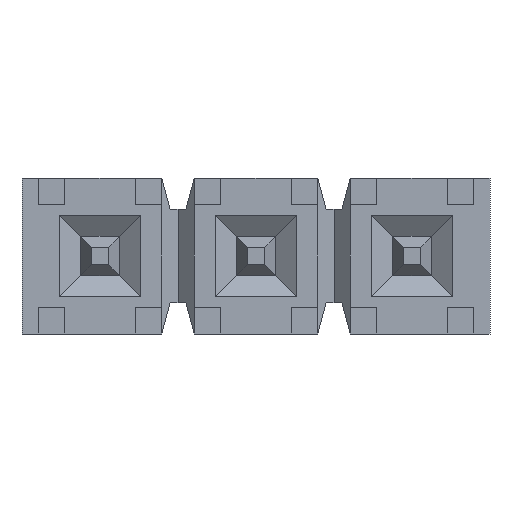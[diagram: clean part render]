
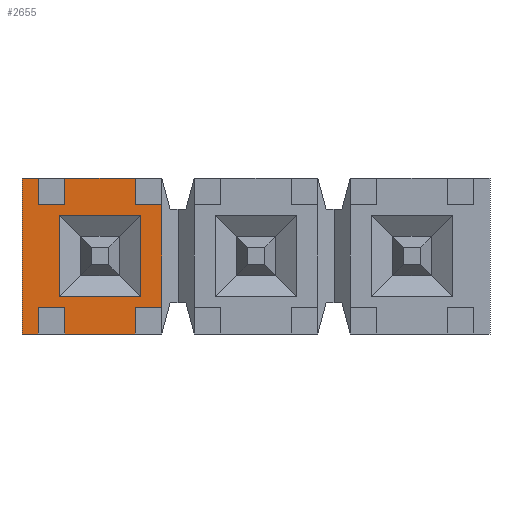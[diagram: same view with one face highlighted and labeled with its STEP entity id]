
A CAD part, front view. The second image highlights one B-rep face of the part: STEP entity #2655.
In plain terms, the highlighted planar face has unit normal (0, -1, 0).
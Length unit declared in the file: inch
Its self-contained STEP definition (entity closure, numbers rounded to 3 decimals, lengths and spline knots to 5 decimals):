
#158=VERTEX_POINT('',#3526);
#161=VERTEX_POINT('',#3531);
#163=VERTEX_POINT('',#3537);
#164=VERTEX_POINT('',#3541);
#218=VERTEX_POINT('',#3678);
#219=VERTEX_POINT('',#3679);
#220=VERTEX_POINT('',#3681);
#221=VERTEX_POINT('',#3683);
#222=VERTEX_POINT('',#3685);
#223=VERTEX_POINT('',#3687);
#224=VERTEX_POINT('',#3689);
#225=VERTEX_POINT('',#3691);
#226=VERTEX_POINT('',#3693);
#227=VERTEX_POINT('',#3695);
#228=VERTEX_POINT('',#3697);
#229=VERTEX_POINT('',#3699);
#230=VERTEX_POINT('',#3701);
#231=VERTEX_POINT('',#3703);
#232=VERTEX_POINT('',#3705);
#233=VERTEX_POINT('',#3707);
#395=VECTOR('',#2975,1.);
#398=VECTOR('',#2979,1.);
#401=VECTOR('',#2983,1.);
#465=VECTOR('',#3063,1.);
#466=VECTOR('',#3064,1.);
#467=VECTOR('',#3065,1.);
#468=VECTOR('',#3066,1.);
#469=VECTOR('',#3067,1.);
#470=VECTOR('',#3068,1.);
#471=VECTOR('',#3069,1.);
#472=VECTOR('',#3070,1.);
#473=VECTOR('',#3071,1.);
#474=VECTOR('',#3072,1.);
#475=VECTOR('',#3073,1.);
#476=VECTOR('',#3074,1.);
#477=VECTOR('',#3075,1.);
#478=VECTOR('',#3076,1.);
#479=VECTOR('',#3077,1.);
#480=VECTOR('',#3078,1.);
#481=VECTOR('',#3079,1.);
#779=LINE('',#3532,#395);
#782=LINE('',#3538,#398);
#785=LINE('',#3544,#401);
#849=LINE('',#3676,#465);
#850=LINE('',#3677,#466);
#851=LINE('',#3680,#467);
#852=LINE('',#3682,#468);
#853=LINE('',#3684,#469);
#854=LINE('',#3686,#470);
#855=LINE('',#3688,#471);
#856=LINE('',#3690,#472);
#857=LINE('',#3692,#473);
#858=LINE('',#3694,#474);
#859=LINE('',#3696,#475);
#860=LINE('',#3698,#476);
#861=LINE('',#3700,#477);
#862=LINE('',#3702,#478);
#863=LINE('',#3704,#479);
#864=LINE('',#3706,#480);
#865=LINE('',#3708,#481);
#1163=EDGE_CURVE('',#158,#161,#779,.T.);
#1166=EDGE_CURVE('',#161,#163,#782,.T.);
#1169=EDGE_CURVE('',#164,#158,#785,.T.);
#1233=EDGE_CURVE('',#163,#164,#849,.T.);
#1234=EDGE_CURVE('',#218,#219,#850,.T.);
#1235=EDGE_CURVE('',#219,#220,#851,.T.);
#1236=EDGE_CURVE('',#221,#220,#852,.T.);
#1237=EDGE_CURVE('',#222,#221,#853,.T.);
#1238=EDGE_CURVE('',#223,#222,#854,.T.);
#1239=EDGE_CURVE('',#223,#224,#855,.T.);
#1240=EDGE_CURVE('',#225,#224,#856,.T.);
#1241=EDGE_CURVE('',#226,#225,#857,.T.);
#1242=EDGE_CURVE('',#227,#226,#858,.T.);
#1243=EDGE_CURVE('',#227,#228,#859,.T.);
#1244=EDGE_CURVE('',#228,#229,#860,.T.);
#1245=EDGE_CURVE('',#230,#229,#861,.T.);
#1246=EDGE_CURVE('',#230,#231,#862,.T.);
#1247=EDGE_CURVE('',#231,#232,#863,.T.);
#1248=EDGE_CURVE('',#232,#233,#864,.T.);
#1249=EDGE_CURVE('',#218,#233,#865,.T.);
#1638=ORIENTED_EDGE('',*,*,#1169,.T.);
#1639=ORIENTED_EDGE('',*,*,#1163,.T.);
#1640=ORIENTED_EDGE('',*,*,#1166,.T.);
#1641=ORIENTED_EDGE('',*,*,#1233,.T.);
#1642=ORIENTED_EDGE('',*,*,#1234,.T.);
#1643=ORIENTED_EDGE('',*,*,#1235,.T.);
#1644=ORIENTED_EDGE('',*,*,#1236,.F.);
#1645=ORIENTED_EDGE('',*,*,#1237,.F.);
#1646=ORIENTED_EDGE('',*,*,#1238,.F.);
#1647=ORIENTED_EDGE('',*,*,#1239,.T.);
#1648=ORIENTED_EDGE('',*,*,#1240,.F.);
#1649=ORIENTED_EDGE('',*,*,#1241,.F.);
#1650=ORIENTED_EDGE('',*,*,#1242,.F.);
#1651=ORIENTED_EDGE('',*,*,#1243,.T.);
#1652=ORIENTED_EDGE('',*,*,#1244,.T.);
#1653=ORIENTED_EDGE('',*,*,#1245,.F.);
#1654=ORIENTED_EDGE('',*,*,#1246,.T.);
#1655=ORIENTED_EDGE('',*,*,#1247,.T.);
#1656=ORIENTED_EDGE('',*,*,#1248,.T.);
#1657=ORIENTED_EDGE('',*,*,#1249,.F.);
#2326=EDGE_LOOP('',(#1638,#1639,#1640,#1641));
#2327=EDGE_LOOP('',(#1642,#1643,#1644,#1645,#1646,#1647,#1648,#1649,#1650,
#1651,#1652,#1653,#1654,#1655,#1656,#1657));
#2492=FACE_BOUND('',#2326,.T.);
#2493=FACE_BOUND('',#2327,.T.);
#2655=ADVANCED_FACE('',(#2492,#2493),#2815,.F.);
#2815=PLANE('',#4301);
#2975=DIRECTION('',(0.,0.,1.));
#2979=DIRECTION('',(1.,0.,0.));
#2983=DIRECTION('',(-1.,0.,0.));
#3062=DIRECTION('',(0.,1.,0.));
#3063=DIRECTION('',(0.,0.,-1.));
#3064=DIRECTION('',(1.,0.,0.));
#3065=DIRECTION('',(0.,0.,1.));
#3066=DIRECTION('',(1.,0.,0.));
#3067=DIRECTION('',(0.,0.,-1.));
#3068=DIRECTION('',(1.,0.,0.));
#3069=DIRECTION('',(0.,0.,-1.));
#3070=DIRECTION('',(1.,0.,0.));
#3071=DIRECTION('',(0.,0.,-1.));
#3072=DIRECTION('',(1.,0.,0.));
#3073=DIRECTION('',(0.,0.,-1.));
#3074=DIRECTION('',(1.,0.,0.));
#3075=DIRECTION('',(0.,0.,-1.));
#3076=DIRECTION('',(1.,0.,0.));
#3077=DIRECTION('',(0.,0.,-1.));
#3078=DIRECTION('',(1.,0.,0.));
#3079=DIRECTION('',(0.,0.,-1.));
#3526=CARTESIAN_POINT('',(-0.176,0.02,-0.026));
#3531=CARTESIAN_POINT('',(-0.176,0.02,0.026));
#3532=CARTESIAN_POINT('',(-0.176,0.02,0.05));
#3537=CARTESIAN_POINT('',(-0.124,0.02,0.026));
#3538=CARTESIAN_POINT('',(-0.1104,0.02,0.026));
#3541=CARTESIAN_POINT('',(-0.124,0.02,-0.026));
#3544=CARTESIAN_POINT('',(-0.1104,0.02,-0.026));
#3675=CARTESIAN_POINT('',(0.0896,0.02,0.05));
#3676=CARTESIAN_POINT('',(-0.124,0.02,0.05));
#3677=CARTESIAN_POINT('',(-0.1,0.02,-0.033));
#3678=CARTESIAN_POINT('',(-0.1274,0.02,-0.033));
#3679=CARTESIAN_POINT('',(-0.1104,0.02,-0.033));
#3680=CARTESIAN_POINT('',(-0.1104,0.02,-0.05));
#3681=CARTESIAN_POINT('',(-0.1104,0.02,0.033));
#3682=CARTESIAN_POINT('',(-0.1,0.02,0.033));
#3683=CARTESIAN_POINT('',(-0.1274,0.02,0.033));
#3684=CARTESIAN_POINT('',(-0.1274,0.02,0.05));
#3685=CARTESIAN_POINT('',(-0.1274,0.02,0.05));
#3686=CARTESIAN_POINT('',(-0.1726,0.02,0.05));
#3687=CARTESIAN_POINT('',(-0.1726,0.02,0.05));
#3688=CARTESIAN_POINT('',(-0.1726,0.02,0.05));
#3689=CARTESIAN_POINT('',(-0.1726,0.02,0.033));
#3690=CARTESIAN_POINT('',(-0.1,0.02,0.033));
#3691=CARTESIAN_POINT('',(-0.1896,0.02,0.033));
#3692=CARTESIAN_POINT('',(-0.1896,0.02,0.05));
#3693=CARTESIAN_POINT('',(-0.1896,0.02,0.05));
#3694=CARTESIAN_POINT('',(-0.2,0.02,0.05));
#3695=CARTESIAN_POINT('',(-0.2,0.02,0.05));
#3696=CARTESIAN_POINT('',(-0.2,0.02,0.05));
#3697=CARTESIAN_POINT('',(-0.2,0.02,-0.05));
#3698=CARTESIAN_POINT('',(-0.2,0.02,-0.05));
#3699=CARTESIAN_POINT('',(-0.1896,0.02,-0.05));
#3700=CARTESIAN_POINT('',(-0.1896,0.02,0.05));
#3701=CARTESIAN_POINT('',(-0.1896,0.02,-0.033));
#3702=CARTESIAN_POINT('',(-0.1,0.02,-0.033));
#3703=CARTESIAN_POINT('',(-0.1726,0.02,-0.033));
#3704=CARTESIAN_POINT('',(-0.1726,0.02,0.05));
#3705=CARTESIAN_POINT('',(-0.1726,0.02,-0.05));
#3706=CARTESIAN_POINT('',(-0.1726,0.02,-0.05));
#3707=CARTESIAN_POINT('',(-0.1274,0.02,-0.05));
#3708=CARTESIAN_POINT('',(-0.1274,0.02,0.05));
#4301=AXIS2_PLACEMENT_3D('',#3675,#3062,$);
